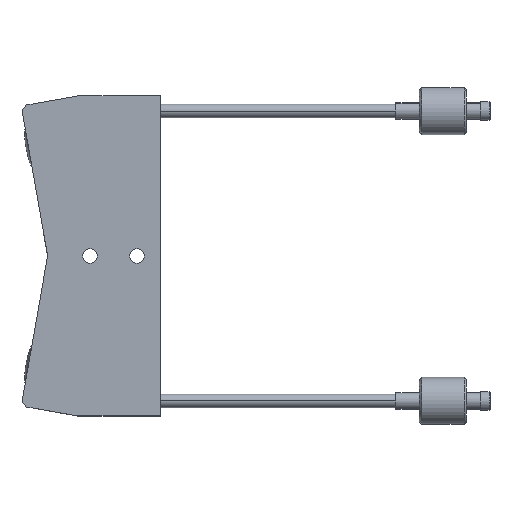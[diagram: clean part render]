
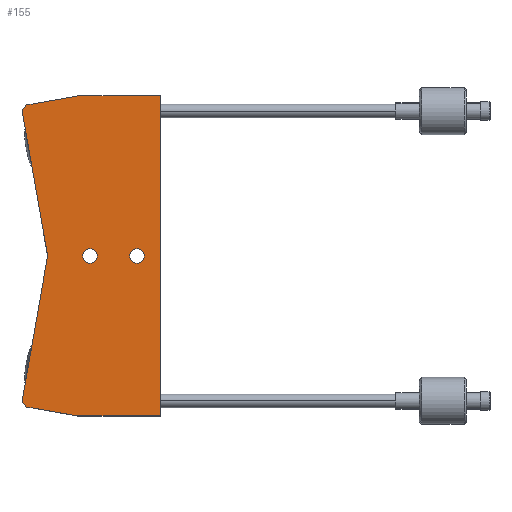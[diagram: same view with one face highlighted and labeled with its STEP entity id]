
A CAD part, top view. The second image highlights one B-rep face of the part: STEP entity #155.
In plain terms, the highlighted planar face has unit normal (0, 0, 1).
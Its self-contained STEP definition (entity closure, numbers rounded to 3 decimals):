
#5 = ORIENTED_EDGE ( 'NONE', *, *, #233, .F. ) ;
#6 = VERTEX_POINT ( 'NONE', #620 ) ;
#29 = DIRECTION ( 'NONE',  ( 1., 0., 0. ) ) ;
#30 = VERTEX_POINT ( 'NONE', #42 ) ;
#42 = CARTESIAN_POINT ( 'NONE',  ( 15., 34., 5. ) ) ;
#48 = DIRECTION ( 'NONE',  ( -0.574, -0.819, 0. ) ) ;
#51 = VECTOR ( 'NONE', #1626, 1000. ) ;
#82 = DIRECTION ( 'NONE',  ( -1., 0., 0. ) ) ;
#105 = DIRECTION ( 'NONE',  ( 1., 0., 0. ) ) ;
#126 = VERTEX_POINT ( 'NONE', #614 ) ;
#155 = ADVANCED_FACE ( 'NONE', ( #1192, #355, #1584 ), #1015, .F. ) ;
#175 = VERTEX_POINT ( 'NONE', #489 ) ;
#179 = VECTOR ( 'NONE', #1378, 1000. ) ;
#185 = EDGE_CURVE ( 'NONE', #6, #1347, #1611, .T. ) ;
#218 = DIRECTION ( 'NONE',  ( -1., 0., 0. ) ) ;
#225 = EDGE_CURVE ( 'NONE', #922, #1338, #1634, .T. ) ;
#233 = EDGE_CURVE ( 'NONE', #1544, #270, #777, .T. ) ;
#240 = DIRECTION ( 'NONE',  ( -0.174, 0.985, 0. ) ) ;
#251 = ORIENTED_EDGE ( 'NONE', *, *, #1396, .T. ) ;
#270 = VERTEX_POINT ( 'NONE', #370 ) ;
#272 = VERTEX_POINT ( 'NONE', #1433 ) ;
#304 = CIRCLE ( 'NONE', #1516, 1.55 ) ;
#307 = LINE ( 'NONE', #1529, #959 ) ;
#308 = VECTOR ( 'NONE', #1658, 1000. ) ;
#321 = EDGE_CURVE ( 'NONE', #1338, #922, #1091, .T. ) ;
#323 = CARTESIAN_POINT ( 'NONE',  ( -14.447, 30.865, 5. ) ) ;
#355 = FACE_BOUND ( 'NONE', #430, .T. ) ;
#360 = CARTESIAN_POINT ( 'NONE',  ( 15., -34., 5. ) ) ;
#370 = CARTESIAN_POINT ( 'NONE',  ( -14.447, 30.865, 5. ) ) ;
#374 = ORIENTED_EDGE ( 'NONE', *, *, #1206, .F. ) ;
#395 = EDGE_CURVE ( 'NONE', #1592, #30, #914, .T. ) ;
#430 = EDGE_LOOP ( 'NONE', ( #374, #815 ) ) ;
#456 = VECTOR ( 'NONE', #48, 1000. ) ;
#465 = DIRECTION ( 'NONE',  ( 0., 0., 1. ) ) ;
#489 = CARTESIAN_POINT ( 'NONE',  ( 8.45, 0., 5. ) ) ;
#492 = LINE ( 'NONE', #1393, #1315 ) ;
#493 = CIRCLE ( 'NONE', #1335, 1.55 ) ;
#496 = DIRECTION ( 'NONE',  ( 0., 0., -1. ) ) ;
#497 = EDGE_CURVE ( 'NONE', #272, #270, #701, .T. ) ;
#502 = EDGE_LOOP ( 'NONE', ( #753, #918 ) ) ;
#519 = AXIS2_PLACEMENT_3D ( 'NONE', #1001, #496, #218 ) ;
#528 = EDGE_CURVE ( 'NONE', #175, #1022, #493, .T. ) ;
#559 = DIRECTION ( 'NONE',  ( 1., 0., 0. ) ) ;
#564 = VERTEX_POINT ( 'NONE', #1379 ) ;
#608 = CARTESIAN_POINT ( 'NONE',  ( -13.612, -32.058, 5. ) ) ;
#614 = CARTESIAN_POINT ( 'NONE',  ( -2.6, 34., 5. ) ) ;
#620 = CARTESIAN_POINT ( 'NONE',  ( -14.447, -30.865, 5. ) ) ;
#629 = CARTESIAN_POINT ( 'NONE',  ( -9.005, 0., 5. ) ) ;
#638 = DIRECTION ( 'NONE',  ( 0., 0., 1. ) ) ;
#701 = LINE ( 'NONE', #323, #456 ) ;
#706 = CARTESIAN_POINT ( 'NONE',  ( -15., -34., 5. ) ) ;
#717 = EDGE_CURVE ( 'NONE', #1347, #564, #492, .T. ) ;
#749 = EDGE_CURVE ( 'NONE', #30, #126, #307, .T. ) ;
#753 = ORIENTED_EDGE ( 'NONE', *, *, #321, .F. ) ;
#777 = LINE ( 'NONE', #1170, #816 ) ;
#815 = ORIENTED_EDGE ( 'NONE', *, *, #528, .F. ) ;
#816 = VECTOR ( 'NONE', #240, 1000. ) ;
#892 = CARTESIAN_POINT ( 'NONE',  ( 0., 0., 5. ) ) ;
#905 = ORIENTED_EDGE ( 'NONE', *, *, #1375, .F. ) ;
#914 = LINE ( 'NONE', #1243, #308 ) ;
#918 = ORIENTED_EDGE ( 'NONE', *, *, #225, .F. ) ;
#922 = VERTEX_POINT ( 'NONE', #1043 ) ;
#959 = VECTOR ( 'NONE', #82, 1000. ) ;
#962 = CARTESIAN_POINT ( 'NONE',  ( -2.6, 34., 5. ) ) ;
#969 = DIRECTION ( 'NONE',  ( 1., 0., 0. ) ) ;
#1001 = CARTESIAN_POINT ( 'NONE',  ( 0., 0., 5. ) ) ;
#1015 = PLANE ( 'NONE',  #519 ) ;
#1018 = AXIS2_PLACEMENT_3D ( 'NONE', #1514, #465, #969 ) ;
#1022 = VERTEX_POINT ( 'NONE', #1063 ) ;
#1043 = CARTESIAN_POINT ( 'NONE',  ( -1.55, 0., 5. ) ) ;
#1063 = CARTESIAN_POINT ( 'NONE',  ( 11.55, 0., 5. ) ) ;
#1069 = EDGE_LOOP ( 'NONE', ( #1624, #1119, #1609, #251, #1130, #1680, #905, #1524, #5 ) ) ;
#1079 = CARTESIAN_POINT ( 'NONE',  ( -13.612, -32.058, 5. ) ) ;
#1091 = CIRCLE ( 'NONE', #1018, 1.55 ) ;
#1100 = DIRECTION ( 'NONE',  ( 0., 0., 1. ) ) ;
#1108 = AXIS2_PLACEMENT_3D ( 'NONE', #892, #638, #105 ) ;
#1119 = ORIENTED_EDGE ( 'NONE', *, *, #185, .T. ) ;
#1130 = ORIENTED_EDGE ( 'NONE', *, *, #395, .T. ) ;
#1139 = LINE ( 'NONE', #1613, #51 ) ;
#1150 = DIRECTION ( 'NONE',  ( 0.985, -0.174, 0. ) ) ;
#1154 = VECTOR ( 'NONE', #1642, 1000. ) ;
#1170 = CARTESIAN_POINT ( 'NONE',  ( -15., 34., 5. ) ) ;
#1192 = FACE_BOUND ( 'NONE', #502, .T. ) ;
#1206 = EDGE_CURVE ( 'NONE', #1022, #175, #304, .T. ) ;
#1214 = DIRECTION ( 'NONE',  ( 0., 0., 1. ) ) ;
#1243 = CARTESIAN_POINT ( 'NONE',  ( 15., -34., 5. ) ) ;
#1282 = EDGE_CURVE ( 'NONE', #6, #1544, #1139, .T. ) ;
#1315 = VECTOR ( 'NONE', #1150, 1000. ) ;
#1335 = AXIS2_PLACEMENT_3D ( 'NONE', #1627, #1100, #29 ) ;
#1338 = VERTEX_POINT ( 'NONE', #1491 ) ;
#1347 = VERTEX_POINT ( 'NONE', #1079 ) ;
#1375 = EDGE_CURVE ( 'NONE', #272, #126, #1581, .T. ) ;
#1378 = DIRECTION ( 'NONE',  ( 0.985, 0.174, 0. ) ) ;
#1379 = CARTESIAN_POINT ( 'NONE',  ( -2.6, -34., 5. ) ) ;
#1393 = CARTESIAN_POINT ( 'NONE',  ( -2.6, -34., 5. ) ) ;
#1396 = EDGE_CURVE ( 'NONE', #564, #1592, #1501, .T. ) ;
#1433 = CARTESIAN_POINT ( 'NONE',  ( -13.612, 32.058, 5. ) ) ;
#1491 = CARTESIAN_POINT ( 'NONE',  ( 1.55, 0., 5. ) ) ;
#1501 = LINE ( 'NONE', #706, #1154 ) ;
#1514 = CARTESIAN_POINT ( 'NONE',  ( 0., 0., 5. ) ) ;
#1516 = AXIS2_PLACEMENT_3D ( 'NONE', #1621, #1214, #559 ) ;
#1524 = ORIENTED_EDGE ( 'NONE', *, *, #497, .T. ) ;
#1528 = DIRECTION ( 'NONE',  ( 0.574, -0.819, 0. ) ) ;
#1529 = CARTESIAN_POINT ( 'NONE',  ( -15., 34., 5. ) ) ;
#1544 = VERTEX_POINT ( 'NONE', #629 ) ;
#1581 = LINE ( 'NONE', #962, #179 ) ;
#1584 = FACE_OUTER_BOUND ( 'NONE', #1069, .T. ) ;
#1592 = VERTEX_POINT ( 'NONE', #360 ) ;
#1609 = ORIENTED_EDGE ( 'NONE', *, *, #717, .T. ) ;
#1611 = LINE ( 'NONE', #608, #1712 ) ;
#1613 = CARTESIAN_POINT ( 'NONE',  ( -9.005, 0., 5. ) ) ;
#1621 = CARTESIAN_POINT ( 'NONE',  ( 10., 0., 5. ) ) ;
#1624 = ORIENTED_EDGE ( 'NONE', *, *, #1282, .F. ) ;
#1626 = DIRECTION ( 'NONE',  ( 0.174, 0.985, 0. ) ) ;
#1627 = CARTESIAN_POINT ( 'NONE',  ( 10., 0., 5. ) ) ;
#1634 = CIRCLE ( 'NONE', #1108, 1.55 ) ;
#1642 = DIRECTION ( 'NONE',  ( 1., 0., 0. ) ) ;
#1658 = DIRECTION ( 'NONE',  ( 0., 1., 0. ) ) ;
#1680 = ORIENTED_EDGE ( 'NONE', *, *, #749, .T. ) ;
#1712 = VECTOR ( 'NONE', #1528, 1000. ) ;
